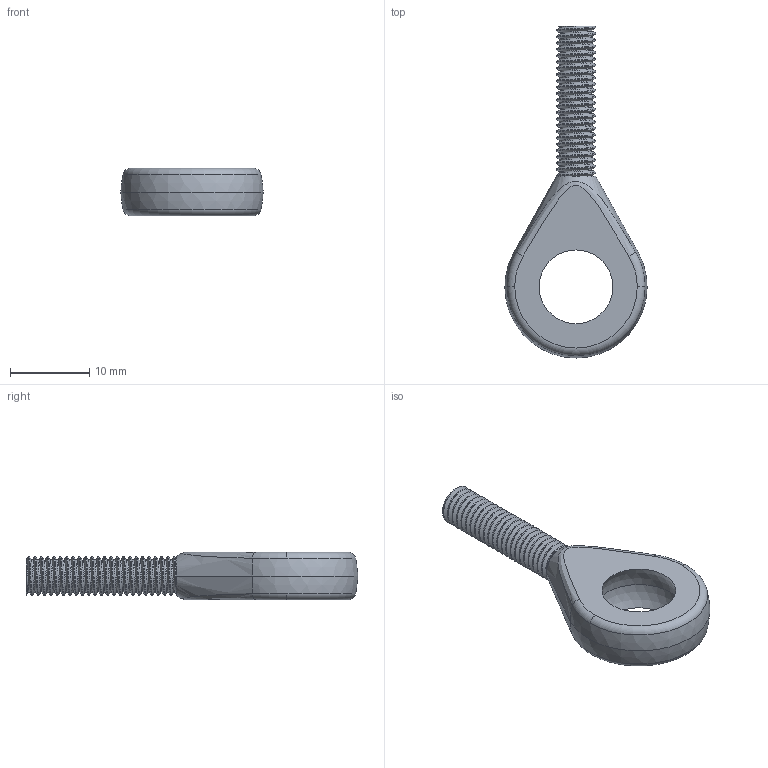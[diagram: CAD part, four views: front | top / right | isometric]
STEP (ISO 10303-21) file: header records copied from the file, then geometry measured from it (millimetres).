
FILE_DESCRIPTION (( 'STEP AP203' ), '1' );
FILE_NAME ('uxcell SA5T ball joint housing_Default_sldprt.STEP', '2018-02-10T01:21:09', ( '' ), ( '' ), 'SwSTEP 2.0', 'SolidWorks 2017', '' );
FILE_SCHEMA (( 'CONFIG_CONTROL_DESIGN' ));
Length unit declared in the file: millimetre
Products named in the file (1): uxcell SA5T ball joint housing_Default_sldprt
Bounding box: 18 x 42 x 6 mm (x, y, z)
Volume: 1505.2 mm3; surface area: 1415.6 mm2
Topology: 1 solids, 1 shells, 71 faces, 200 edges, 131 vertices
Faces by surface type: cylinder 49, torus 6, bspline 6, sphere 4, plane 4, cone 2
Entity records: 7161 total; most frequent: CARTESIAN_POINT 5562, ORIENTED_EDGE 394, DIRECTION 258, EDGE_CURVE 197, VERTEX_POINT 130, AXIS2_PLACEMENT_3D 102, EDGE_LOOP 75, FACE_OUTER_BOUND 71
